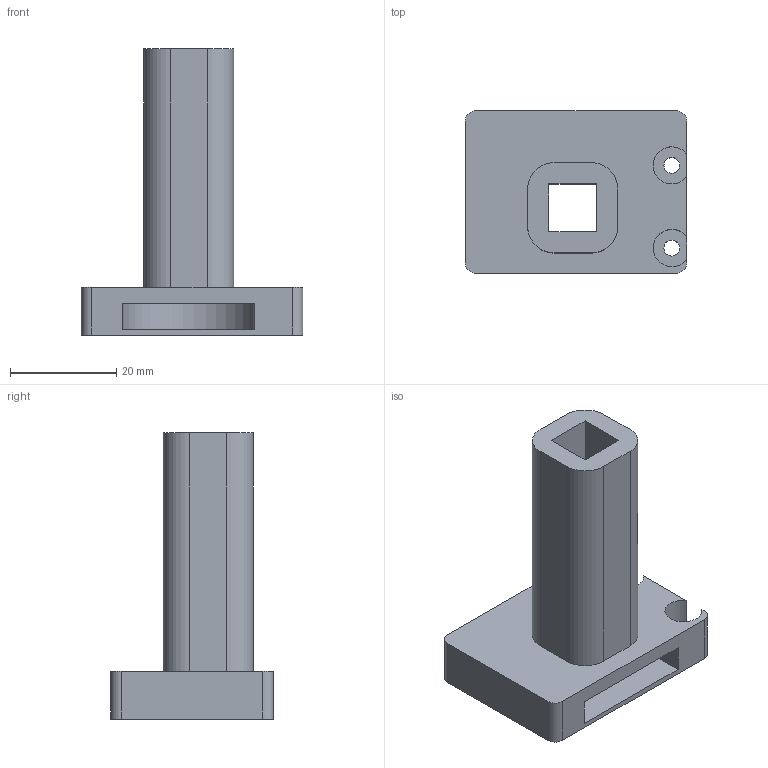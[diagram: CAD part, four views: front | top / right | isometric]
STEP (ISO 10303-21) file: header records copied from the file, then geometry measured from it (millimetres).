
FILE_DESCRIPTION(/* description */ (''),/* implementation_level */ '2;1');
FILE_NAME(/* name */ '30_cellSTORM_laserbase_ESP32cameradapter_v3.ipt.step',/* time_stamp */ '2022-11-29T08:13:51+01:00',/* author */ ('diederichbenedict'),/* organization */ (''),/* preprocessor_version */ 'ST-DEVELOPER v18.1',/* originating_system */ 'Autodesk Inventor 2022',/* authorisation */ '');
FILE_SCHEMA (('AUTOMOTIVE_DESIGN { 1 0 10303 214 3 1 1 }'));
Length unit declared in the file: millimetre
Products named in the file (1): 30_cellSTORM_laserbase_ESP32cameradapter_v3
Bounding box: 41.75 x 30.7 x 54 mm (x, y, z)
Volume: 16336.6 mm3; surface area: 9449.9 mm2
Topology: 1 solids, 1 shells, 38 faces, 102 edges, 68 vertices
Faces by surface type: plane 25, cylinder 13
Full cylindrical faces by diameter (mm): 3 x2
Entity records: 1249 total; most frequent: CARTESIAN_POINT 209, DIRECTION 206, ORIENTED_EDGE 204, EDGE_CURVE 102, LINE 76, VECTOR 76, VERTEX_POINT 68, AXIS2_PLACEMENT_3D 65
